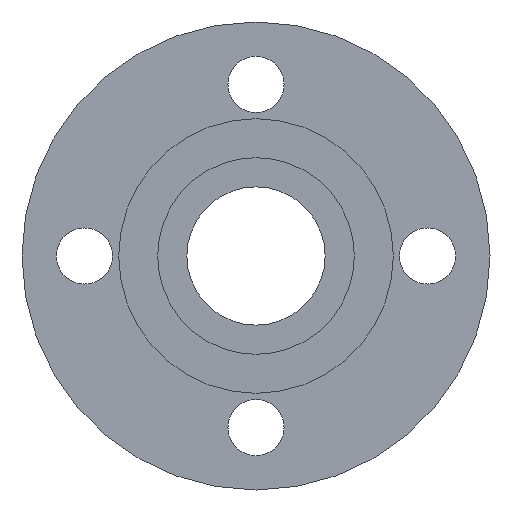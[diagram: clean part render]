
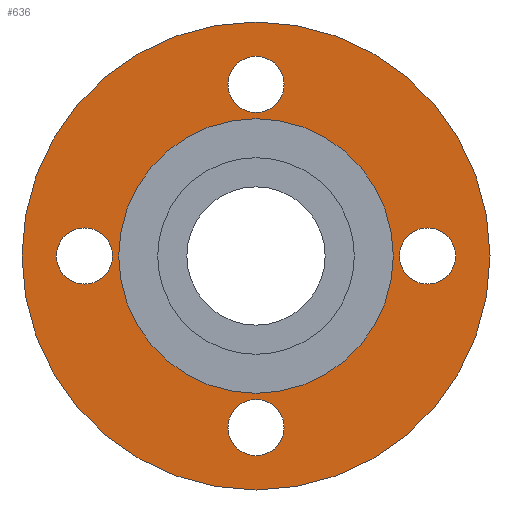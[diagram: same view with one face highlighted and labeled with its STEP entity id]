
A CAD part, front view. The second image highlights one B-rep face of the part: STEP entity #636.
In plain terms, the highlighted planar face has unit normal (0, -1, 0).
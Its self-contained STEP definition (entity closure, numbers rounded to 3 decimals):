
#6 = EDGE_LOOP ( 'NONE', ( #843, #452 ) ) ;
#7 = PLANE ( 'NONE',  #531 ) ;
#12 = CARTESIAN_POINT ( 'NONE',  ( 0., 3., 0. ) ) ;
#15 = DIRECTION ( 'NONE',  ( 0., -1., 0. ) ) ;
#17 = AXIS2_PLACEMENT_3D ( 'NONE', #680, #76, #542 ) ;
#18 = ORIENTED_EDGE ( 'NONE', *, *, #664, .F. ) ;
#23 = CARTESIAN_POINT ( 'NONE',  ( 0., 3., 46. ) ) ;
#28 = EDGE_CURVE ( 'NONE', #281, #650, #811, .T. ) ;
#34 = CARTESIAN_POINT ( 'NONE',  ( 0., 3., -75. ) ) ;
#38 = CARTESIAN_POINT ( 'NONE',  ( 0., 3., -44. ) ) ;
#39 = DIRECTION ( 'NONE',  ( 0., 0., 1. ) ) ;
#54 = CIRCLE ( 'NONE', #403, 75. ) ;
#59 = EDGE_LOOP ( 'NONE', ( #760, #290 ) ) ;
#65 = DIRECTION ( 'NONE',  ( 0., -1., 0. ) ) ;
#67 = AXIS2_PLACEMENT_3D ( 'NONE', #537, #397, #746 ) ;
#76 = DIRECTION ( 'NONE',  ( 0., -1., 0. ) ) ;
#84 = CARTESIAN_POINT ( 'NONE',  ( 0., 3., -64. ) ) ;
#102 = CARTESIAN_POINT ( 'NONE',  ( 0., 3., 44. ) ) ;
#103 = VERTEX_POINT ( 'NONE', #688 ) ;
#114 = ORIENTED_EDGE ( 'NONE', *, *, #563, .F. ) ;
#133 = CARTESIAN_POINT ( 'NONE',  ( 0., 3., -55. ) ) ;
#138 = EDGE_CURVE ( 'NONE', #650, #281, #798, .T. ) ;
#166 = CARTESIAN_POINT ( 'NONE',  ( 0., 3., -46. ) ) ;
#180 = VERTEX_POINT ( 'NONE', #34 ) ;
#191 = DIRECTION ( 'NONE',  ( 0., 0., 1. ) ) ;
#201 = DIRECTION ( 'NONE',  ( 0., -1., 0. ) ) ;
#204 = DIRECTION ( 'NONE',  ( 0., 0., 1. ) ) ;
#223 = AXIS2_PLACEMENT_3D ( 'NONE', #318, #463, #803 ) ;
#224 = DIRECTION ( 'NONE',  ( 0., 0., -1. ) ) ;
#230 = DIRECTION ( 'NONE',  ( 0., -1., 0. ) ) ;
#246 = EDGE_CURVE ( 'NONE', #823, #339, #479, .T. ) ;
#249 = CIRCLE ( 'NONE', #749, 9. ) ;
#278 = CARTESIAN_POINT ( 'NONE',  ( 0., 3., 44. ) ) ;
#281 = VERTEX_POINT ( 'NONE', #774 ) ;
#284 = DIRECTION ( 'NONE',  ( 0., 1., 0. ) ) ;
#290 = ORIENTED_EDGE ( 'NONE', *, *, #729, .F. ) ;
#316 = ORIENTED_EDGE ( 'NONE', *, *, #487, .F. ) ;
#317 = VERTEX_POINT ( 'NONE', #577 ) ;
#318 = CARTESIAN_POINT ( 'NONE',  ( 0., 3., 0. ) ) ;
#321 = ORIENTED_EDGE ( 'NONE', *, *, #549, .F. ) ;
#336 = VERTEX_POINT ( 'NONE', #166 ) ;
#338 = DIRECTION ( 'NONE',  ( 0., 0., -1. ) ) ;
#339 = VERTEX_POINT ( 'NONE', #102 ) ;
#350 = FACE_BOUND ( 'NONE', #6, .T. ) ;
#355 = FACE_BOUND ( 'NONE', #372, .T. ) ;
#372 = EDGE_LOOP ( 'NONE', ( #114, #458 ) ) ;
#377 = CIRCLE ( 'NONE', #435, 9. ) ;
#383 = DIRECTION ( 'NONE',  ( 0., 0., -1. ) ) ;
#397 = DIRECTION ( 'NONE',  ( 0., -1., 0. ) ) ;
#402 = VERTEX_POINT ( 'NONE', #601 ) ;
#403 = AXIS2_PLACEMENT_3D ( 'NONE', #522, #527, #191 ) ;
#407 = EDGE_LOOP ( 'NONE', ( #321, #18 ) ) ;
#409 = CIRCLE ( 'NONE', #17, 9. ) ;
#418 = FACE_BOUND ( 'NONE', #742, .T. ) ;
#429 = CARTESIAN_POINT ( 'NONE',  ( 55., 3., 0. ) ) ;
#435 = AXIS2_PLACEMENT_3D ( 'NONE', #429, #15, #224 ) ;
#437 = ORIENTED_EDGE ( 'NONE', *, *, #28, .F. ) ;
#443 = DIRECTION ( 'NONE',  ( 0., 0., -1. ) ) ;
#452 = ORIENTED_EDGE ( 'NONE', *, *, #246, .T. ) ;
#457 = AXIS2_PLACEMENT_3D ( 'NONE', #543, #201, #767 ) ;
#458 = ORIENTED_EDGE ( 'NONE', *, *, #841, .F. ) ;
#459 = CARTESIAN_POINT ( 'NONE',  ( 0., 3., -55. ) ) ;
#463 = DIRECTION ( 'NONE',  ( 0., 1., 0. ) ) ;
#479 = CIRCLE ( 'NONE', #544, 44. ) ;
#487 = EDGE_CURVE ( 'NONE', #876, #180, #54, .T. ) ;
#489 = FACE_OUTER_BOUND ( 'NONE', #625, .T. ) ;
#496 = AXIS2_PLACEMENT_3D ( 'NONE', #782, #770, #844 ) ;
#500 = DIRECTION ( 'NONE',  ( 0., 1., 0. ) ) ;
#506 = DIRECTION ( 'NONE',  ( 0., 0., -1. ) ) ;
#522 = CARTESIAN_POINT ( 'NONE',  ( 0., 3., 0. ) ) ;
#523 = EDGE_CURVE ( 'NONE', #339, #823, #630, .T. ) ;
#527 = DIRECTION ( 'NONE',  ( 0., 1., 0. ) ) ;
#531 = AXIS2_PLACEMENT_3D ( 'NONE', #278, #835, #443 ) ;
#537 = CARTESIAN_POINT ( 'NONE',  ( 0., 3., 55. ) ) ;
#541 = ORIENTED_EDGE ( 'NONE', *, *, #880, .F. ) ;
#542 = DIRECTION ( 'NONE',  ( 0., 0., -1. ) ) ;
#543 = CARTESIAN_POINT ( 'NONE',  ( 0., 3., 55. ) ) ;
#544 = AXIS2_PLACEMENT_3D ( 'NONE', #717, #500, #39 ) ;
#549 = EDGE_CURVE ( 'NONE', #602, #103, #409, .T. ) ;
#561 = AXIS2_PLACEMENT_3D ( 'NONE', #12, #284, #204 ) ;
#563 = EDGE_CURVE ( 'NONE', #733, #336, #249, .T. ) ;
#577 = CARTESIAN_POINT ( 'NONE',  ( -55., 3., -9. ) ) ;
#581 = AXIS2_PLACEMENT_3D ( 'NONE', #787, #230, #506 ) ;
#594 = CARTESIAN_POINT ( 'NONE',  ( 0., 3., 75. ) ) ;
#601 = CARTESIAN_POINT ( 'NONE',  ( -55., 3., 9. ) ) ;
#602 = VERTEX_POINT ( 'NONE', #827 ) ;
#624 = CIRCLE ( 'NONE', #689, 9. ) ;
#625 = EDGE_LOOP ( 'NONE', ( #316, #541 ) ) ;
#630 = CIRCLE ( 'NONE', #561, 44. ) ;
#636 = ADVANCED_FACE ( 'NONE', ( #758, #418, #682, #355, #350, #489 ), #7, .T. ) ;
#650 = VERTEX_POINT ( 'NONE', #23 ) ;
#664 = EDGE_CURVE ( 'NONE', #103, #602, #377, .T. ) ;
#677 = CIRCLE ( 'NONE', #223, 75. ) ;
#680 = CARTESIAN_POINT ( 'NONE',  ( 55., 3., 0. ) ) ;
#682 = FACE_BOUND ( 'NONE', #59, .T. ) ;
#688 = CARTESIAN_POINT ( 'NONE',  ( 55., 3., 9. ) ) ;
#689 = AXIS2_PLACEMENT_3D ( 'NONE', #459, #877, #383 ) ;
#693 = CIRCLE ( 'NONE', #581, 9. ) ;
#695 = EDGE_CURVE ( 'NONE', #317, #402, #693, .T. ) ;
#717 = CARTESIAN_POINT ( 'NONE',  ( 0., 3., 0. ) ) ;
#723 = ORIENTED_EDGE ( 'NONE', *, *, #138, .F. ) ;
#729 = EDGE_CURVE ( 'NONE', #402, #317, #883, .T. ) ;
#733 = VERTEX_POINT ( 'NONE', #84 ) ;
#742 = EDGE_LOOP ( 'NONE', ( #723, #437 ) ) ;
#746 = DIRECTION ( 'NONE',  ( 0., 0., -1. ) ) ;
#749 = AXIS2_PLACEMENT_3D ( 'NONE', #133, #65, #338 ) ;
#758 = FACE_BOUND ( 'NONE', #407, .T. ) ;
#760 = ORIENTED_EDGE ( 'NONE', *, *, #695, .F. ) ;
#767 = DIRECTION ( 'NONE',  ( 0., 0., -1. ) ) ;
#770 = DIRECTION ( 'NONE',  ( 0., -1., 0. ) ) ;
#774 = CARTESIAN_POINT ( 'NONE',  ( 0., 3., 64. ) ) ;
#782 = CARTESIAN_POINT ( 'NONE',  ( -55., 3., 0. ) ) ;
#787 = CARTESIAN_POINT ( 'NONE',  ( -55., 3., 0. ) ) ;
#798 = CIRCLE ( 'NONE', #457, 9. ) ;
#803 = DIRECTION ( 'NONE',  ( 0., 0., 1. ) ) ;
#811 = CIRCLE ( 'NONE', #67, 9. ) ;
#823 = VERTEX_POINT ( 'NONE', #38 ) ;
#827 = CARTESIAN_POINT ( 'NONE',  ( 55., 3., -9. ) ) ;
#835 = DIRECTION ( 'NONE',  ( 0., -1., 0. ) ) ;
#841 = EDGE_CURVE ( 'NONE', #336, #733, #624, .T. ) ;
#843 = ORIENTED_EDGE ( 'NONE', *, *, #523, .T. ) ;
#844 = DIRECTION ( 'NONE',  ( 0., 0., -1. ) ) ;
#876 = VERTEX_POINT ( 'NONE', #594 ) ;
#877 = DIRECTION ( 'NONE',  ( 0., -1., 0. ) ) ;
#880 = EDGE_CURVE ( 'NONE', #180, #876, #677, .T. ) ;
#883 = CIRCLE ( 'NONE', #496, 9. ) ;
